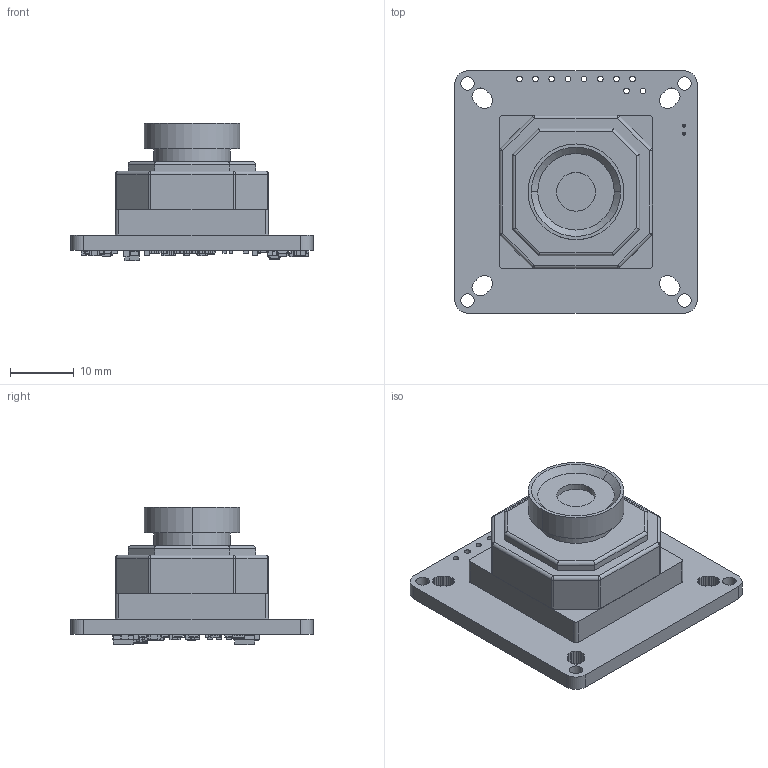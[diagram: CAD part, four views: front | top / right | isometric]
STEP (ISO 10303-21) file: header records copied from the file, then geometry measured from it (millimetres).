
FILE_DESCRIPTION (( 'STEP AP214' ), '1' );
FILE_NAME ('B0273.STEP', '2021-04-21T09:06:25', ( '' ), ( '' ), 'SwSTEP 2.0', 'SolidWorks 2020', '' );
FILE_SCHEMA (( 'AUTOMOTIVE_DESIGN' ));
Length unit declared in the file: millimetre
Products named in the file (1): B0273
Bounding box: 38 x 38 x 21.51 mm (x, y, z)
Volume: 10117.1 mm3; surface area: 6650.1 mm2
Topology: 158 solids, 158 shells, 3476 faces, 8403 edges, 5142 vertices
Faces by surface type: plane 1923, bspline 694, cylinder 639, sphere 212, torus 6, cone 2
Entity records: 212999 total; most frequent: CARTESIAN_POINT 74731, ORIENTED_EDGE 20040, DIRECTION 16782, EDGE_CURVE 10020, VECTOR 7356, LINE 7356, VERTEX_POINT 6374, AXIS2_PLACEMENT_3D 4713
